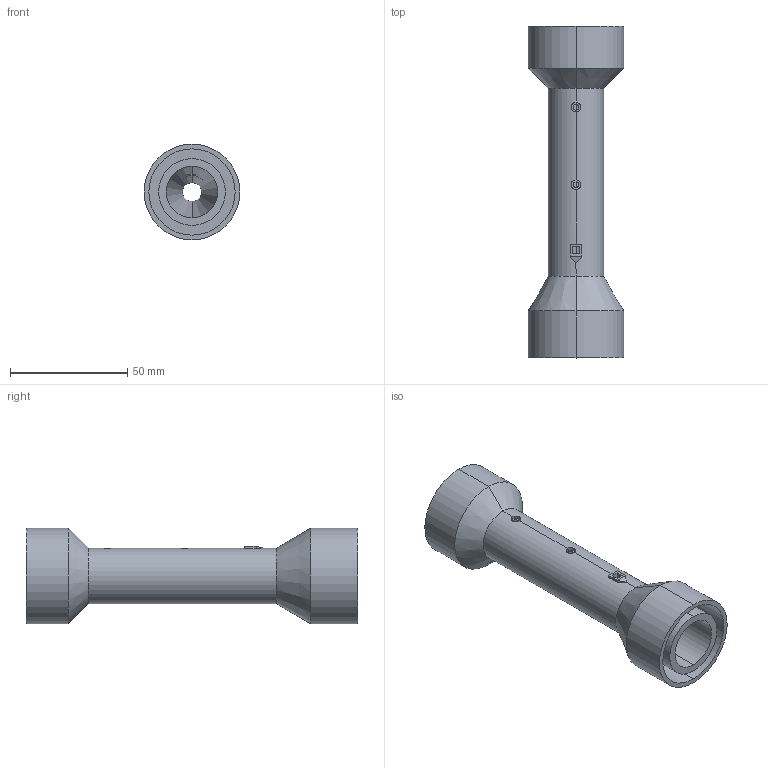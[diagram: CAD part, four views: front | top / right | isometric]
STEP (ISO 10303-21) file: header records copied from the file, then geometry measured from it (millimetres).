
FILE_DESCRIPTION (( 'STEP AP203' ), '1' );
FILE_NAME ('venturi_design_ver104.STEP', '2020-03-29T14:19:25', ( '' ), ( '' ), 'SwSTEP 2.0', 'SolidWorks 2018', '' );
FILE_SCHEMA (( 'CONFIG_CONTROL_DESIGN' ));
Length unit declared in the file: millimetre
Products named in the file (1): venturi_design_ver104
Bounding box: 40.78 x 141.39 x 40.78 mm (x, y, z)
Volume: 65789.4 mm3; surface area: 27134.9 mm2
Topology: 1 solids, 1 shells, 70 faces, 182 edges, 111 vertices
Faces by surface type: cylinder 29, plane 25, cone 10, bspline 6
Entity records: 2781 total; most frequent: CARTESIAN_POINT 1044, ORIENTED_EDGE 360, DIRECTION 332, EDGE_CURVE 180, AXIS2_PLACEMENT_3D 123, VERTEX_POINT 111, VECTOR 86, LINE 86
